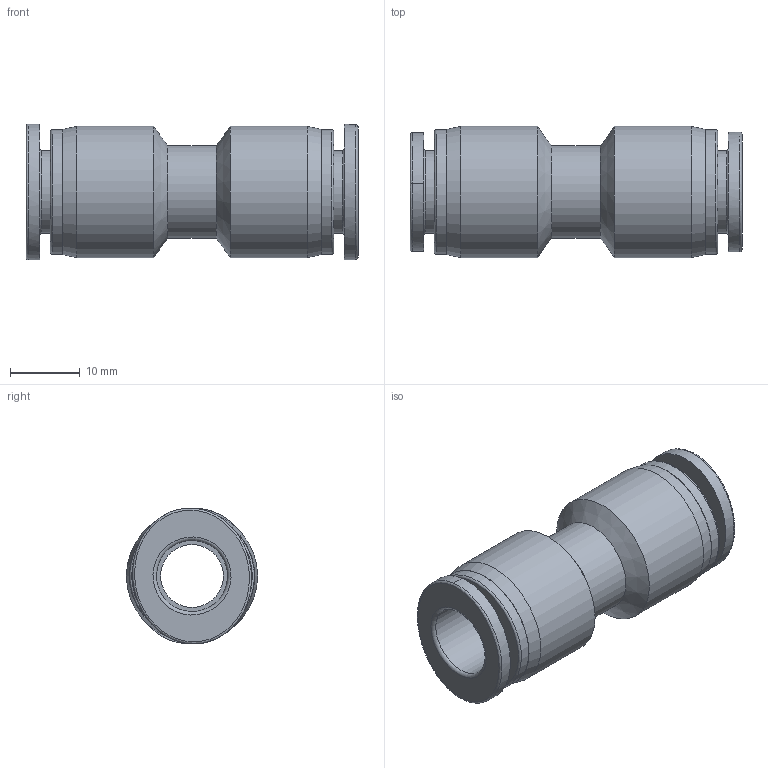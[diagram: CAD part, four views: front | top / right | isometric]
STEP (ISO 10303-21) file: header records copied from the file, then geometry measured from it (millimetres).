
FILE_DESCRIPTION(('FreeCAD Model'),'2;1');
FILE_NAME('Open CASCADE Shape Model','2025-05-11T15:39:34',('Author'),( ''),'Open CASCADE STEP processor 7.8','FreeCAD','Unknown');
FILE_SCHEMA(('AUTOMOTIVE_DESIGN { 1 0 10303 214 1 1 1 1 }'));
Length unit declared in the file: millimetre
Products named in the file (2): PU 10; PU 10-01
Assembly tree (1 placements, depth 2):
  PU 10
    PU 10-01
Bounding box: 47.6 x 18.8 x 19.46 mm (x, y, z)
Volume: 7392.9 mm3; surface area: 5165.9 mm2
Topology: 1 solids, 1 shells, 38 faces, 69 edges, 43 vertices
Faces by surface type: cylinder 12, plane 12, torus 6, cone 4, bspline 4
Full cylindrical faces by diameter (mm): 9 x1, 10.2 x2, 10.3 x2, 11.9 x2, 13.3 x1, 17.9 x2, 18.8 x2
Entity records: 5048 total; most frequent: CARTESIAN_POINT 3468, DIRECTION 257, ORIENTED_EDGE 138, PCURVE 138, DEFINITIONAL_REPRESENTATION 138, LINE 99, VECTOR 99, AXIS2_PLACEMENT_3D 71
